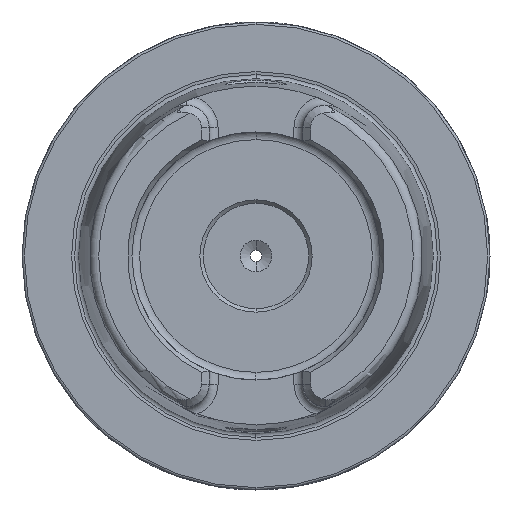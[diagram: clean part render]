
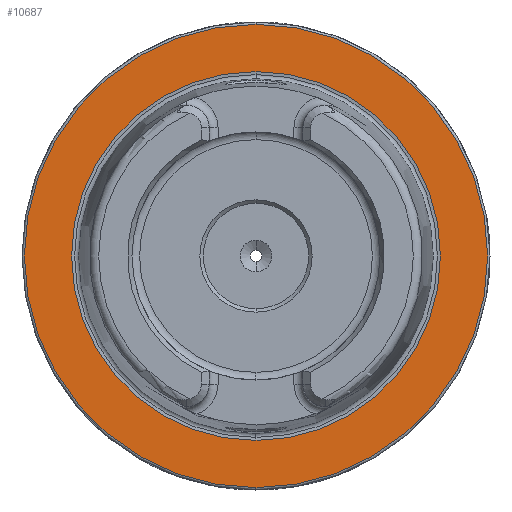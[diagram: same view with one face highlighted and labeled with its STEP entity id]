
A CAD part, left-side view. The second image highlights one B-rep face of the part: STEP entity #10687.
In plain terms, the highlighted planar face has unit normal (-1, 0, 0).
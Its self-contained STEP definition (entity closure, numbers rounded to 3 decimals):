
#87 = DIRECTION ( 'NONE',  ( 0., 0., -1. ) ) ;
#89 = PLANE ( 'NONE',  #13389 ) ;
#90 = FACE_OUTER_BOUND ( 'NONE', #7972, .T. ) ;
#92 = CARTESIAN_POINT ( 'NONE',  ( 0., 49.5, 0. ) ) ;
#94 = DIRECTION ( 'NONE',  ( 1., 0., 0. ) ) ;
#97 = FACE_BOUND ( 'NONE', #7973, .T. ) ;
#4327 = CIRCLE ( 'NONE', #4338, 49.5 ) ;
#4338 = AXIS2_PLACEMENT_3D ( 'NONE', #14635, #14636, #14637 ) ;
#4339 = CIRCLE ( 'NONE', #4342, 39.405 ) ;
#4342 = AXIS2_PLACEMENT_3D ( 'NONE', #14644, #14645, #14646 ) ;
#6885 = ORIENTED_EDGE ( 'NONE', *, *, #12723, .F. ) ;
#6886 = ORIENTED_EDGE ( 'NONE', *, *, #12611, .F. ) ;
#6887 = ORIENTED_EDGE ( 'NONE', *, *, #12609, .T. ) ;
#6888 = ORIENTED_EDGE ( 'NONE', *, *, #12731, .T. ) ;
#7972 = EDGE_LOOP ( 'NONE', ( #6887, #6888 ) ) ;
#7973 = EDGE_LOOP ( 'NONE', ( #6885, #6886 ) ) ;
#8816 = VERTEX_POINT ( 'NONE', #15907 ) ;
#8817 = VERTEX_POINT ( 'NONE', #15906 ) ;
#8819 = VERTEX_POINT ( 'NONE', #15904 ) ;
#10687 = ADVANCED_FACE ( 'NONE', ( #97, #90 ), #89, .F. ) ;
#10728 = CIRCLE ( 'NONE', #10731, 39.405 ) ;
#10731 = AXIS2_PLACEMENT_3D ( 'NONE', #15468, #15469, #15470 ) ;
#10750 = CIRCLE ( 'NONE', #10754, 49.5 ) ;
#10754 = AXIS2_PLACEMENT_3D ( 'NONE', #15500, #15501, #15502 ) ;
#11781 = VERTEX_POINT ( 'NONE', #18349 ) ;
#12609 = EDGE_CURVE ( 'NONE', #8817, #8816, #4327, .T. ) ;
#12611 = EDGE_CURVE ( 'NONE', #11781, #8819, #4339, .T. ) ;
#12723 = EDGE_CURVE ( 'NONE', #8819, #11781, #10728, .T. ) ;
#12731 = EDGE_CURVE ( 'NONE', #8816, #8817, #10750, .T. ) ;
#13389 = AXIS2_PLACEMENT_3D ( 'NONE', #92, #94, #87 ) ;
#14635 = CARTESIAN_POINT ( 'NONE',  ( 0., 0., 0. ) ) ;
#14636 = DIRECTION ( 'NONE',  ( -1., 0., 0. ) ) ;
#14637 = DIRECTION ( 'NONE',  ( 0., 0., 1. ) ) ;
#14644 = CARTESIAN_POINT ( 'NONE',  ( 0., 0., 0. ) ) ;
#14645 = DIRECTION ( 'NONE',  ( -1., 0., 0. ) ) ;
#14646 = DIRECTION ( 'NONE',  ( 0., 0., 1. ) ) ;
#15468 = CARTESIAN_POINT ( 'NONE',  ( 0., 0., 0. ) ) ;
#15469 = DIRECTION ( 'NONE',  ( -1., 0., 0. ) ) ;
#15470 = DIRECTION ( 'NONE',  ( 0., 0., 1. ) ) ;
#15500 = CARTESIAN_POINT ( 'NONE',  ( 0., 0., 0. ) ) ;
#15501 = DIRECTION ( 'NONE',  ( -1., 0., 0. ) ) ;
#15502 = DIRECTION ( 'NONE',  ( 0., 0., 1. ) ) ;
#15904 = CARTESIAN_POINT ( 'NONE',  ( 0., 0., 39.405 ) ) ;
#15906 = CARTESIAN_POINT ( 'NONE',  ( 0., 0., 49.5 ) ) ;
#15907 = CARTESIAN_POINT ( 'NONE',  ( 0., 0., -49.5 ) ) ;
#18349 = CARTESIAN_POINT ( 'NONE',  ( 0., 0., -39.405 ) ) ;
